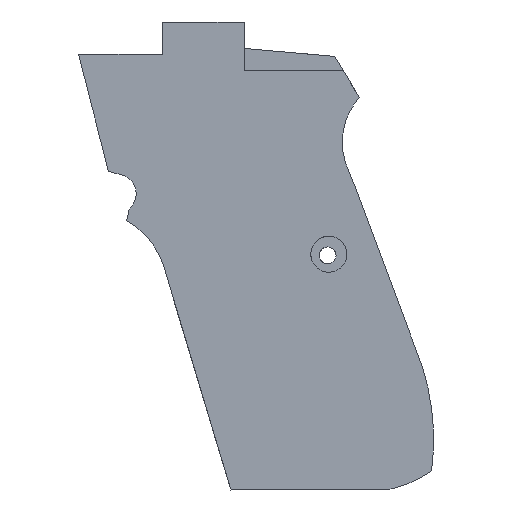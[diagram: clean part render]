
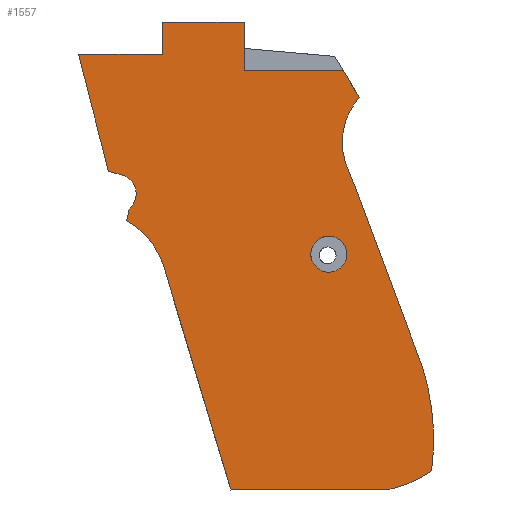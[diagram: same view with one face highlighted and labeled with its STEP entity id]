
A CAD part, front view. The second image highlights one B-rep face of the part: STEP entity #1557.
In plain terms, the highlighted planar face has unit normal (0, -1, 0).
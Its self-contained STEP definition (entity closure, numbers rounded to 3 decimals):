
#47=B_SPLINE_CURVE_WITH_KNOTS('',3,(#2267,#2268,#2269,#2270,#2271,#2272,
#2273,#2274,#2275,#2276),.UNSPECIFIED.,.F.,.F.,(4,1,1,1,1,1,1,4),(0.,0.005,
0.007,0.01,0.012,0.014,
0.017,0.019),.UNSPECIFIED.);
#87=CIRCLE('',#1665,4.13);
#88=CIRCLE('',#1666,16.64);
#89=CIRCLE('',#1667,23.119);
#90=CIRCLE('',#1668,49.923);
#91=CIRCLE('',#1669,49.92);
#92=CIRCLE('',#1670,3.75);
#154=ORIENTED_EDGE('',*,*,#594,.T.);
#155=ORIENTED_EDGE('',*,*,#620,.T.);
#156=ORIENTED_EDGE('',*,*,#621,.T.);
#157=ORIENTED_EDGE('',*,*,#622,.T.);
#158=ORIENTED_EDGE('',*,*,#603,.T.);
#159=ORIENTED_EDGE('',*,*,#623,.T.);
#160=ORIENTED_EDGE('',*,*,#624,.T.);
#161=ORIENTED_EDGE('',*,*,#625,.T.);
#162=ORIENTED_EDGE('',*,*,#626,.T.);
#163=ORIENTED_EDGE('',*,*,#627,.T.);
#164=ORIENTED_EDGE('',*,*,#628,.T.);
#165=ORIENTED_EDGE('',*,*,#629,.T.);
#166=ORIENTED_EDGE('',*,*,#630,.T.);
#167=ORIENTED_EDGE('',*,*,#631,.F.);
#168=ORIENTED_EDGE('',*,*,#632,.F.);
#169=ORIENTED_EDGE('',*,*,#633,.T.);
#170=ORIENTED_EDGE('',*,*,#634,.T.);
#171=ORIENTED_EDGE('',*,*,#635,.T.);
#172=ORIENTED_EDGE('',*,*,#636,.T.);
#173=ORIENTED_EDGE('',*,*,#637,.T.);
#594=EDGE_CURVE('',#829,#827,#980,.T.);
#603=EDGE_CURVE('',#831,#837,#988,.T.);
#620=EDGE_CURVE('',#827,#852,#87,.T.);
#621=EDGE_CURVE('',#852,#853,#1003,.T.);
#622=EDGE_CURVE('',#853,#831,#88,.T.);
#623=EDGE_CURVE('',#837,#854,#1004,.F.);
#624=EDGE_CURVE('',#854,#855,#1005,.T.);
#625=EDGE_CURVE('',#855,#856,#89,.T.);
#626=EDGE_CURVE('',#856,#857,#90,.T.);
#627=EDGE_CURVE('',#857,#858,#91,.T.);
#628=EDGE_CURVE('',#858,#859,#1006,.T.);
#629=EDGE_CURVE('',#859,#860,#47,.T.);
#630=EDGE_CURVE('',#860,#861,#1007,.T.);
#631=EDGE_CURVE('',#862,#861,#1008,.T.);
#632=EDGE_CURVE('',#863,#862,#1009,.T.);
#633=EDGE_CURVE('',#863,#864,#1010,.T.);
#634=EDGE_CURVE('',#864,#865,#1011,.T.);
#635=EDGE_CURVE('',#865,#866,#1012,.T.);
#636=EDGE_CURVE('',#866,#829,#1013,.T.);
#637=EDGE_CURVE('',#867,#867,#92,.F.);
#827=VERTEX_POINT('',#2196);
#829=VERTEX_POINT('',#2199);
#831=VERTEX_POINT('',#2205);
#837=VERTEX_POINT('',#2216);
#852=VERTEX_POINT('',#2251);
#853=VERTEX_POINT('',#2253);
#854=VERTEX_POINT('',#2256);
#855=VERTEX_POINT('',#2258);
#856=VERTEX_POINT('',#2260);
#857=VERTEX_POINT('',#2262);
#858=VERTEX_POINT('',#2264);
#859=VERTEX_POINT('',#2266);
#860=VERTEX_POINT('',#2277);
#861=VERTEX_POINT('',#2279);
#862=VERTEX_POINT('',#2281);
#863=VERTEX_POINT('',#2283);
#864=VERTEX_POINT('',#2285);
#865=VERTEX_POINT('',#2287);
#866=VERTEX_POINT('',#2289);
#867=VERTEX_POINT('',#2292);
#980=LINE('',#2198,#1142);
#988=LINE('',#2217,#1150);
#1003=LINE('',#2252,#1165);
#1004=LINE('',#2255,#1166);
#1005=LINE('',#2257,#1167);
#1006=LINE('',#2265,#1168);
#1007=LINE('',#2278,#1169);
#1008=LINE('',#2280,#1170);
#1009=LINE('',#2282,#1171);
#1010=LINE('',#2284,#1172);
#1011=LINE('',#2286,#1173);
#1012=LINE('',#2288,#1174);
#1013=LINE('',#2290,#1175);
#1142=VECTOR('',#1791,1000.);
#1150=VECTOR('',#1803,1000.);
#1165=VECTOR('',#1828,1000.);
#1166=VECTOR('',#1831,1000.);
#1167=VECTOR('',#1832,1000.);
#1168=VECTOR('',#1839,1000.);
#1169=VECTOR('',#1840,1000.);
#1170=VECTOR('',#1841,1000.);
#1171=VECTOR('',#1842,1000.);
#1172=VECTOR('',#1843,1000.);
#1173=VECTOR('',#1844,1000.);
#1174=VECTOR('',#1845,1000.);
#1175=VECTOR('',#1846,1000.);
#1305=EDGE_LOOP('',(#154,#155,#156,#157,#158,#159,#160,#161,#162,#163,#164,
#165,#166,#167,#168,#169,#170,#171,#172));
#1306=EDGE_LOOP('',(#173));
#1401=FACE_BOUND('',#1305,.T.);
#1402=FACE_BOUND('',#1306,.T.);
#1497=PLANE('',#1664);
#1557=ADVANCED_FACE('',(#1401,#1402),#1497,.T.);
#1664=AXIS2_PLACEMENT_3D('',#2249,#1824,#1825);
#1665=AXIS2_PLACEMENT_3D('',#2250,#1826,#1827);
#1666=AXIS2_PLACEMENT_3D('',#2254,#1829,#1830);
#1667=AXIS2_PLACEMENT_3D('',#2259,#1833,#1834);
#1668=AXIS2_PLACEMENT_3D('',#2261,#1835,#1836);
#1669=AXIS2_PLACEMENT_3D('',#2263,#1837,#1838);
#1670=AXIS2_PLACEMENT_3D('',#2291,#1847,#1848);
#1791=DIRECTION('',(0.968,0.,-0.249));
#1803=DIRECTION('',(0.288,0.,-0.958));
#1824=DIRECTION('',(0.,-1.,0.));
#1825=DIRECTION('',(0.,0.,-1.));
#1826=DIRECTION('',(0.,1.,0.));
#1827=DIRECTION('',(-1.,0.,0.));
#1828=DIRECTION('',(-0.226,0.,-0.974));
#1829=DIRECTION('',(0.,1.,0.));
#1830=DIRECTION('',(-1.,0.,0.));
#1831=DIRECTION('',(-1.,0.,-0.002));
#1832=DIRECTION('',(0.977,0.,0.214));
#1833=DIRECTION('',(0.,-1.,0.));
#1834=DIRECTION('',(0.,0.,-1.));
#1835=DIRECTION('',(0.,-1.,0.));
#1836=DIRECTION('',(0.,0.,-1.));
#1837=DIRECTION('',(0.,-1.,0.));
#1838=DIRECTION('',(0.,0.,-1.));
#1839=DIRECTION('',(-0.35,0.,0.937));
#1840=DIRECTION('',(-0.514,0.,0.857));
#1841=DIRECTION('',(1.,0.,0.002));
#1842=DIRECTION('',(0.002,0.,-1.));
#1843=DIRECTION('',(-1.,0.,0.));
#1844=DIRECTION('',(0.,0.,-1.));
#1845=DIRECTION('',(-1.,0.,0.));
#1846=DIRECTION('',(0.248,0.,-0.969));
#1847=DIRECTION('',(0.,-1.,0.));
#1848=DIRECTION('',(0.,0.,-1.));
#2196=CARTESIAN_POINT('',(104.391,-16.,-41.73));
#2198=CARTESIAN_POINT('',(101.75,-16.,-41.05));
#2199=CARTESIAN_POINT('',(101.75,-16.,-41.05));
#2205=CARTESIAN_POINT('',(113.241,-16.,-60.886));
#2216=CARTESIAN_POINT('',(127.163,-16.,-107.247));
#2217=CARTESIAN_POINT('',(113.241,-16.,-60.886));
#2249=CARTESIAN_POINT('',(155.411,-16.,-84.467));
#2250=CARTESIAN_POINT('',(103.361,-16.,-45.729));
#2251=CARTESIAN_POINT('',(106.048,-16.,-48.865));
#2252=CARTESIAN_POINT('',(106.048,-16.,-48.865));
#2253=CARTESIAN_POINT('',(105.503,-16.,-51.215));
#2254=CARTESIAN_POINT('',(97.312,-16.,-65.7));
#2255=CARTESIAN_POINT('',(159.594,-16.,-107.196));
#2256=CARTESIAN_POINT('',(159.594,-16.,-107.196));
#2257=CARTESIAN_POINT('',(159.35,-16.,-107.25));
#2258=CARTESIAN_POINT('',(161.305,-16.,-106.821));
#2259=CARTESIAN_POINT('',(155.411,-16.,-84.467));
#2260=CARTESIAN_POINT('',(168.889,-16.,-103.25));
#2261=CARTESIAN_POINT('',(119.39,-16.,-96.764));
#2262=CARTESIAN_POINT('',(168.886,-16.,-90.251));
#2263=CARTESIAN_POINT('',(119.393,-16.,-96.764));
#2264=CARTESIAN_POINT('',(165.377,-16.,-77.336));
#2265=CARTESIAN_POINT('',(165.377,-16.,-77.336));
#2266=CARTESIAN_POINT('',(152.892,-16.,-43.919));
#2267=CARTESIAN_POINT('',(152.892,-16.,-43.919));
#2268=CARTESIAN_POINT('',(152.197,-16.,-42.453));
#2269=CARTESIAN_POINT('',(151.187,-16.,-40.242));
#2270=CARTESIAN_POINT('',(150.383,-16.,-37.131));
#2271=CARTESIAN_POINT('',(150.222,-16.,-34.636));
#2272=CARTESIAN_POINT('',(150.543,-16.,-32.211));
#2273=CARTESIAN_POINT('',(151.252,-16.,-29.822));
#2274=CARTESIAN_POINT('',(152.359,-16.,-27.64));
#2275=CARTESIAN_POINT('',(153.357,-16.,-26.31));
#2276=CARTESIAN_POINT('',(153.857,-16.,-25.652));
#2277=CARTESIAN_POINT('',(153.857,-16.,-25.652));
#2278=CARTESIAN_POINT('',(148.752,-16.,-17.144));
#2279=CARTESIAN_POINT('',(150.544,-16.,-20.13));
#2280=CARTESIAN_POINT('',(155.31,-16.,-20.123));
#2281=CARTESIAN_POINT('',(129.971,-16.,-20.163));
#2282=CARTESIAN_POINT('',(130.072,-16.,-84.506));
#2283=CARTESIAN_POINT('',(129.955,-16.,-10.));
#2284=CARTESIAN_POINT('',(112.964,-16.,-10.));
#2285=CARTESIAN_POINT('',(112.964,-16.,-10.));
#2286=CARTESIAN_POINT('',(112.964,-16.,-16.5));
#2287=CARTESIAN_POINT('',(112.964,-16.,-16.75));
#2288=CARTESIAN_POINT('',(95.464,-16.,-16.75));
#2289=CARTESIAN_POINT('',(95.528,-16.,-16.75));
#2290=CARTESIAN_POINT('',(95.464,-16.,-16.5));
#2291=CARTESIAN_POINT('',(147.529,-16.,-58.25));
#2292=CARTESIAN_POINT('',(147.529,-16.,-62.));
